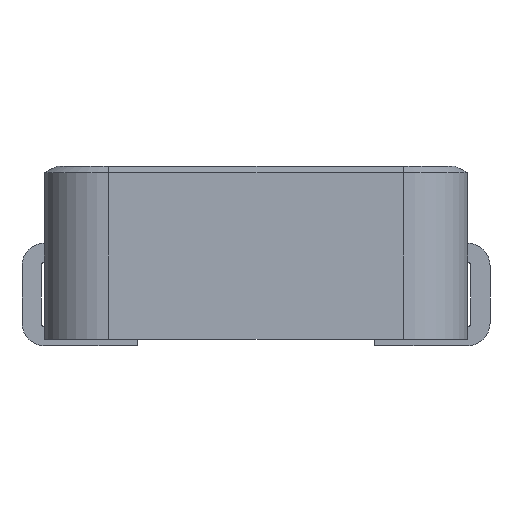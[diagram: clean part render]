
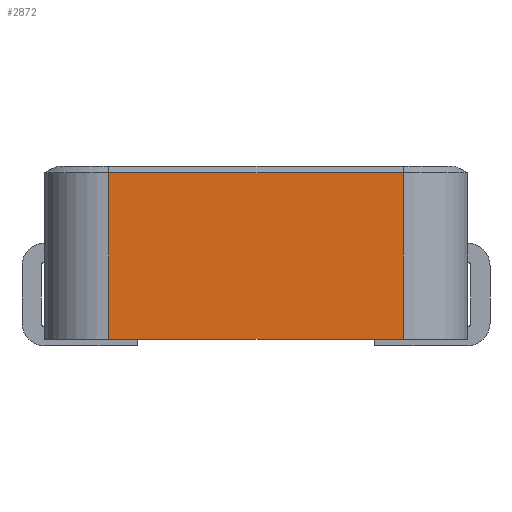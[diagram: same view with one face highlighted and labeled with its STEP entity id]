
A CAD part, front view. The second image highlights one B-rep face of the part: STEP entity #2872.
In plain terms, the highlighted planar face has unit normal (0, -1, 0).
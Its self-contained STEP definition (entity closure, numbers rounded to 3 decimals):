
#571=ORIENTED_EDGE('',*,*,#1370,.T.);
#572=ORIENTED_EDGE('',*,*,#1371,.T.);
#573=ORIENTED_EDGE('',*,*,#1372,.T.);
#574=ORIENTED_EDGE('',*,*,#1351,.T.);
#1351=EDGE_CURVE('',#1764,#1763,#1961,.T.);
#1370=EDGE_CURVE('',#1763,#1777,#1977,.F.);
#1371=EDGE_CURVE('',#1777,#1778,#1978,.T.);
#1372=EDGE_CURVE('',#1778,#1764,#1979,.T.);
#1763=VERTEX_POINT('',#5952);
#1764=VERTEX_POINT('',#5954);
#1777=VERTEX_POINT('',#5989);
#1778=VERTEX_POINT('',#5991);
#1961=LINE('',#5953,#2155);
#1977=LINE('',#5988,#2171);
#1978=LINE('',#5990,#2172);
#1979=LINE('',#5992,#2173);
#2155=VECTOR('',#4481,1000.);
#2171=VECTOR('',#4509,1000.);
#2172=VECTOR('',#4510,1000.);
#2173=VECTOR('',#4511,1000.);
#2334=EDGE_LOOP('',(#571,#572,#573,#574));
#2546=FACE_BOUND('',#2334,.T.);
#2733=PLANE('',#4197);
#2872=ADVANCED_FACE('',(#2546),#2733,.F.);
#4197=AXIS2_PLACEMENT_3D('',#5987,#4507,#4508);
#4481=DIRECTION('',(1.,0.,0.));
#4507=DIRECTION('',(0.,1.,0.));
#4508=DIRECTION('',(-1.,0.,0.));
#4509=DIRECTION('',(0.,0.,-1.));
#4510=DIRECTION('',(-1.,0.,0.));
#4511=DIRECTION('',(0.,0.,-1.));
#5952=CARTESIAN_POINT('',(2.3,-3.3,0.));
#5953=CARTESIAN_POINT('',(-3.3,-3.3,0.));
#5954=CARTESIAN_POINT('',(-2.3,-3.3,0.));
#5987=CARTESIAN_POINT('',(-3.3,-3.3,2.7));
#5988=CARTESIAN_POINT('',(2.3,-3.3,2.7));
#5989=CARTESIAN_POINT('',(2.3,-3.3,2.6));
#5990=CARTESIAN_POINT('',(-2.3,-3.3,2.6));
#5991=CARTESIAN_POINT('',(-2.3,-3.3,2.6));
#5992=CARTESIAN_POINT('',(-2.3,-3.3,2.7));
